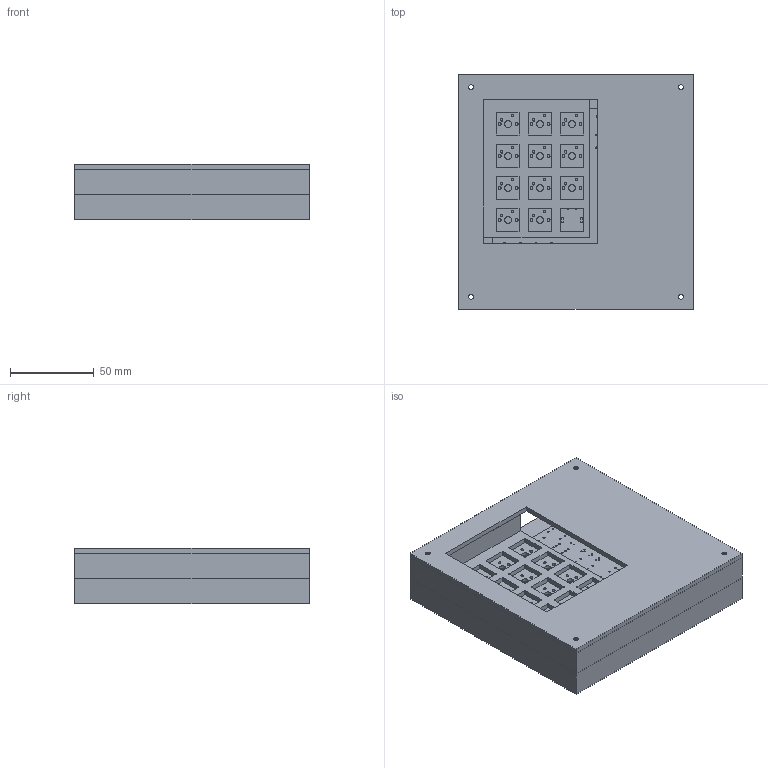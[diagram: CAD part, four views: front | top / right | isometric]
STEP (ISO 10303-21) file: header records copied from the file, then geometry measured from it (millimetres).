
FILE_DESCRIPTION(('FreeCAD Model'),'2;1');
FILE_NAME('Open CASCADE Shape Model','2024-10-20T23:04:37',('Author'),( ''),'Open CASCADE STEP processor 7.6','FreeCAD','Unknown');
FILE_SCHEMA(('AUTOMOTIVE_DESIGN { 1 0 10303 214 1 1 1 1 }'));
Length unit declared in the file: millimetre
Products named in the file (5): hackpad; hackpad_PCB001; bottom001 (Solid)001; acrylic001 (Solid)001; top001 (Solid)001
Assembly tree (4 placements, depth 2):
  hackpad
    hackpad_PCB001
    bottom001 (Solid)001
    acrylic001 (Solid)001
    top001 (Solid)001
Bounding box: 140 x 140 x 33 mm (x, y, z)
Volume: 320956.8 mm3; surface area: 134438.9 mm2
Topology: 4 solids, 4 shells, 1008 faces, 3000 edges, 2000 vertices
Faces by surface type: plane 816, cylinder 192
Full cylindrical faces by diameter (mm): 0.762 x6, 0.787 x36, 0.8 x40, 0.813 x9, 0.991 x8, 1 x19, 1.295 x6, 1.5 x22, 1.7 x22, 2 x1, 4 x11, 6 x8
Entity records: 34442 total; most frequent: CARTESIAN_POINT 6013, ORIENTED_EDGE 6000, DIRECTION 5410, EDGE_CURVE 3000, LINE 2616, VECTOR 2616, VERTEX_POINT 2000, FACE_BOUND 1436
